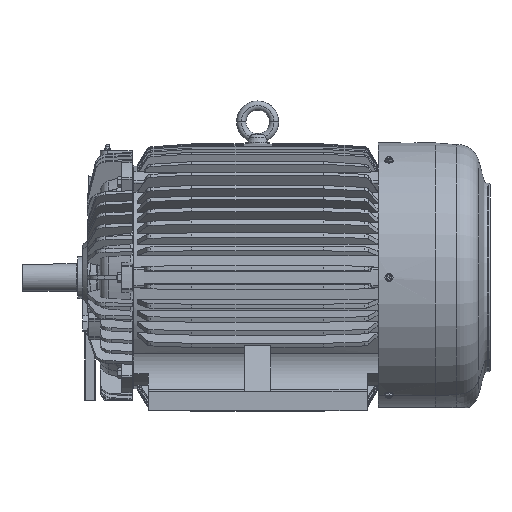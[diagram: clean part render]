
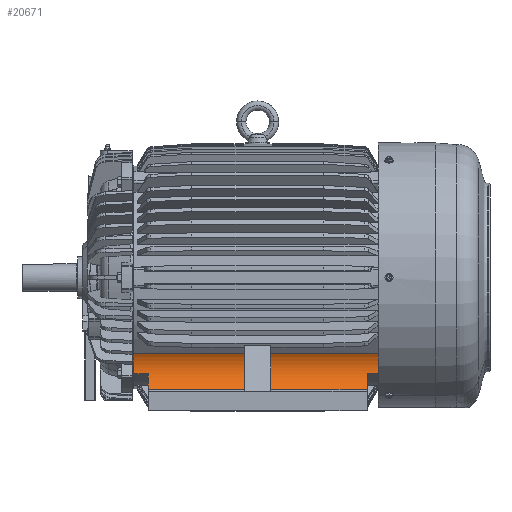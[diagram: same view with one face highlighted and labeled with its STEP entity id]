
A CAD part, front view. The second image highlights one B-rep face of the part: STEP entity #20671.
In plain terms, the highlighted cylindrical face has radius 50 mm (diameter 100 mm), a partial arc.
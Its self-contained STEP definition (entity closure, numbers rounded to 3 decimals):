
#282=CARTESIAN_POINT('Vertex',(0.,-133.693,-150.09)) ;
#285=CARTESIAN_POINT('Axis2P3D Location',(0.,-183.437,-155.149)) ;
#289=CARTESIAN_POINT('Vertex',(0.,-140.135,-130.149)) ;
#2921=CARTESIAN_POINT('Vertex',(1.,-134.346,-164.643)) ;
#2924=CARTESIAN_POINT('Axis2P3D Location',(1.,-183.437,-155.149)) ;
#2928=CARTESIAN_POINT('Vertex',(1.,-133.693,-150.09)) ;
#4756=CARTESIAN_POINT('Vertex',(25.5,-134.346,-164.643)) ;
#4849=CARTESIAN_POINT('Vertex',(25.5,-150.155,-192.463)) ;
#4852=CARTESIAN_POINT('Axis2P3D Location',(25.5,-183.437,-155.149)) ;
#5284=CARTESIAN_POINT('Vertex',(426.,-133.693,-150.09)) ;
#5287=CARTESIAN_POINT('Line Origine',(0.5,-133.693,-150.09)) ;
#5291=CARTESIAN_POINT('Vertex',(425.,-133.693,-150.09)) ;
#5874=CARTESIAN_POINT('Axis2P3D Location',(425.,-183.437,-155.149)) ;
#5878=CARTESIAN_POINT('Vertex',(425.,-134.346,-164.643)) ;
#6304=CARTESIAN_POINT('Line Origine',(84.5,-134.346,-164.643)) ;
#6308=CARTESIAN_POINT('Vertex',(400.5,-134.346,-164.643)) ;
#19124=CARTESIAN_POINT('Line Origine',(213.,-150.155,-192.463)) ;
#19128=CARTESIAN_POINT('Vertex',(400.5,-150.155,-192.463)) ;
#19143=CARTESIAN_POINT('Axis2P3D Location',(400.5,-183.437,-155.149)) ;
#19691=CARTESIAN_POINT('Line Origine',(84.5,-134.346,-164.643)) ;
#20628=CARTESIAN_POINT('Line Origine',(0.5,-133.693,-150.09)) ;
#20640=CARTESIAN_POINT('Axis2P3D Location',(213.,-183.437,-155.149)) ;
#20645=CARTESIAN_POINT('Line Origine',(213.,-140.135,-130.149)) ;
#20649=CARTESIAN_POINT('Vertex',(426.,-140.135,-130.149)) ;
#20652=CARTESIAN_POINT('Axis2P3D Location',(426.,-183.437,-155.149)) ;
#286=DIRECTION('Axis2P3D Direction',(1.,0.,0.)) ;
#2925=DIRECTION('Axis2P3D Direction',(1.,0.,0.)) ;
#4853=DIRECTION('Axis2P3D Direction',(1.,0.,0.)) ;
#5288=DIRECTION('Vector Direction',(1.,0.,0.)) ;
#5875=DIRECTION('Axis2P3D Direction',(1.,0.,0.)) ;
#6305=DIRECTION('Vector Direction',(1.,0.,0.)) ;
#19125=DIRECTION('Vector Direction',(1.,0.,0.)) ;
#19144=DIRECTION('Axis2P3D Direction',(1.,0.,0.)) ;
#19692=DIRECTION('Vector Direction',(1.,0.,0.)) ;
#20629=DIRECTION('Vector Direction',(1.,0.,0.)) ;
#20641=DIRECTION('Axis2P3D Direction',(1.,0.,0.)) ;
#20642=DIRECTION('Axis2P3D XDirection',(0.,0.666,-0.746)) ;
#20646=DIRECTION('Vector Direction',(1.,0.,0.)) ;
#20653=DIRECTION('Axis2P3D Direction',(1.,0.,0.)) ;
#287=AXIS2_PLACEMENT_3D('Circle Axis2P3D',#285,#286,$) ;
#2926=AXIS2_PLACEMENT_3D('Circle Axis2P3D',#2924,#2925,$) ;
#4854=AXIS2_PLACEMENT_3D('Circle Axis2P3D',#4852,#4853,$) ;
#5876=AXIS2_PLACEMENT_3D('Circle Axis2P3D',#5874,#5875,$) ;
#19145=AXIS2_PLACEMENT_3D('Circle Axis2P3D',#19143,#19144,$) ;
#20643=AXIS2_PLACEMENT_3D('Cylinder Axis2P3D',#20640,#20641,#20642) ;
#20654=AXIS2_PLACEMENT_3D('Circle Axis2P3D',#20652,#20653,$) ;
#20658=ORIENTED_EDGE('',*,*,#20651,.F.) ;
#20659=ORIENTED_EDGE('',*,*,#291,.T.) ;
#20660=ORIENTED_EDGE('',*,*,#20632,.T.) ;
#20661=ORIENTED_EDGE('',*,*,#2930,.F.) ;
#20662=ORIENTED_EDGE('',*,*,#19695,.T.) ;
#20663=ORIENTED_EDGE('',*,*,#4856,.T.) ;
#20664=ORIENTED_EDGE('',*,*,#19130,.T.) ;
#20665=ORIENTED_EDGE('',*,*,#19147,.F.) ;
#20666=ORIENTED_EDGE('',*,*,#6310,.F.) ;
#20667=ORIENTED_EDGE('',*,*,#5880,.T.) ;
#20668=ORIENTED_EDGE('',*,*,#5293,.F.) ;
#20669=ORIENTED_EDGE('',*,*,#20656,.F.) ;
#5289=VECTOR('Line Direction',#5288,1.) ;
#6306=VECTOR('Line Direction',#6305,1.) ;
#19126=VECTOR('Line Direction',#19125,1.) ;
#19693=VECTOR('Line Direction',#19692,1.) ;
#20630=VECTOR('Line Direction',#20629,1.) ;
#20647=VECTOR('Line Direction',#20646,1.) ;
#20671=ADVANCED_FACE('31101B220(Frame).1',(#20670),#20644,.F.) ;
#288=CIRCLE('generated circle',#287,50.) ;
#2927=CIRCLE('generated circle',#2926,50.) ;
#4855=CIRCLE('generated circle',#4854,50.) ;
#5877=CIRCLE('generated circle',#5876,50.) ;
#19146=CIRCLE('generated circle',#19145,50.) ;
#20655=CIRCLE('generated circle',#20654,50.) ;
#20644=CYLINDRICAL_SURFACE('generated cylinder',#20643,50.) ;
#291=EDGE_CURVE('',#290,#283,#288,.F.) ;
#2930=EDGE_CURVE('',#2922,#2929,#2927,.T.) ;
#4856=EDGE_CURVE('',#4757,#4850,#4855,.F.) ;
#5293=EDGE_CURVE('',#5285,#5292,#5290,.F.) ;
#5880=EDGE_CURVE('',#5879,#5292,#5877,.T.) ;
#6310=EDGE_CURVE('',#5879,#6309,#6307,.F.) ;
#19130=EDGE_CURVE('',#4850,#19129,#19127,.T.) ;
#19147=EDGE_CURVE('',#6309,#19129,#19146,.F.) ;
#19695=EDGE_CURVE('',#2922,#4757,#19694,.T.) ;
#20632=EDGE_CURVE('',#283,#2929,#20631,.T.) ;
#20651=EDGE_CURVE('',#290,#20650,#20648,.T.) ;
#20656=EDGE_CURVE('',#20650,#5285,#20655,.F.) ;
#20657=EDGE_LOOP('',(#20658,#20659,#20660,#20661,#20662,#20663,#20664,#20665,#20666,#20667,#20668,#20669)) ;
#20670=FACE_OUTER_BOUND('',#20657,.T.) ;
#5290=LINE('Line',#5287,#5289) ;
#6307=LINE('Line',#6304,#6306) ;
#19127=LINE('Line',#19124,#19126) ;
#19694=LINE('Line',#19691,#19693) ;
#20631=LINE('Line',#20628,#20630) ;
#20648=LINE('Line',#20645,#20647) ;
#283=VERTEX_POINT('',#282) ;
#290=VERTEX_POINT('',#289) ;
#2922=VERTEX_POINT('',#2921) ;
#2929=VERTEX_POINT('',#2928) ;
#4757=VERTEX_POINT('',#4756) ;
#4850=VERTEX_POINT('',#4849) ;
#5285=VERTEX_POINT('',#5284) ;
#5292=VERTEX_POINT('',#5291) ;
#5879=VERTEX_POINT('',#5878) ;
#6309=VERTEX_POINT('',#6308) ;
#19129=VERTEX_POINT('',#19128) ;
#20650=VERTEX_POINT('',#20649) ;
